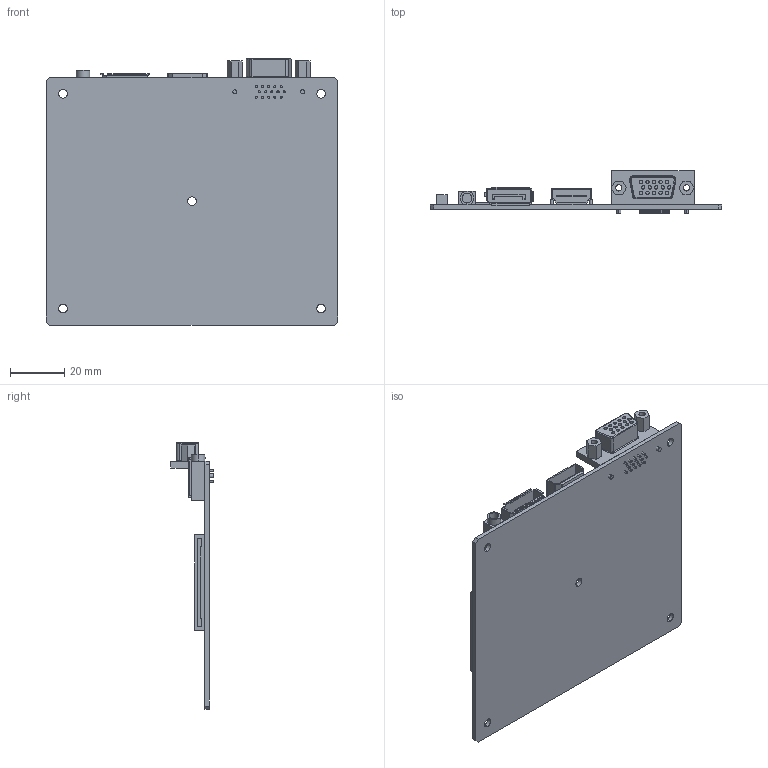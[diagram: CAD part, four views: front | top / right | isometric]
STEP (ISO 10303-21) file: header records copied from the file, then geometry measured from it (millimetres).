
FILE_DESCRIPTION (( 'STEP AP203' ), '1' );
FILE_NAME ('Assy PCB ALT-1920 200527.STEP', '2020-05-27T22:35:20', ( '' ), ( '' ), 'SwSTEP 2.0', 'SolidWorks 2020', '' );
FILE_SCHEMA (( 'CONFIG_CONTROL_DESIGN' ));
Length unit declared in the file: inch
Products named in the file (7): PCB ALT-1920 41764001X-3; 215090251-3 LVDS 51 pin; 212020013-3 3.5mm Stereo Jack; display port; Assy PCB ALT-1920 200527; 212200190-3 HDMI; 210202815-3 VGA Port Horiz
Assembly tree (6 placements, depth 2):
  Assy PCB ALT-1920 200527
    PCB ALT-1920 41764001X-3
    212020013-3 3.5mm Stereo Jack
    212200190-3 HDMI
    210202815-3 VGA Port Horiz
    215090251-3 LVDS 51 pin
    display port
Bounding box: 107.44 x 15.55 x 98.47 mm (x, y, z)
Volume: 19692.5 mm3; surface area: 27220.1 mm2
Topology: 6 solids, 6 shells, 303 faces, 711 edges, 464 vertices
Faces by surface type: plane 184, cylinder 109, torus 10
Entity records: 9464 total; most frequent: DIRECTION 1567, CARTESIAN_POINT 1499, ORIENTED_EDGE 1422, EDGE_CURVE 711, AXIS2_PLACEMENT_3D 548, VECTOR 471, LINE 471, VERTEX_POINT 464
